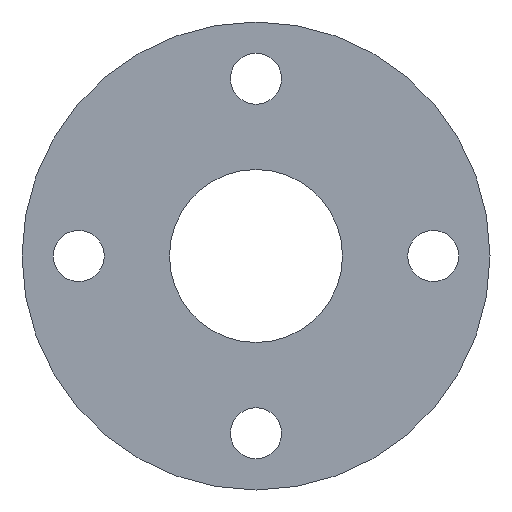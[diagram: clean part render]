
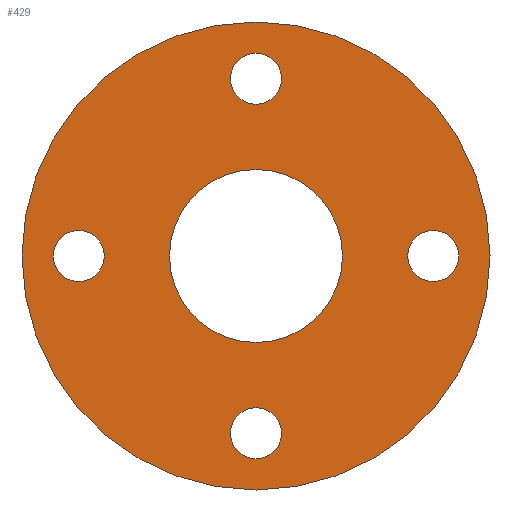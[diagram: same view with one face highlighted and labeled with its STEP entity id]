
A CAD part, front view. The second image highlights one B-rep face of the part: STEP entity #429.
In plain terms, the highlighted planar face has unit normal (0, -1, 0).
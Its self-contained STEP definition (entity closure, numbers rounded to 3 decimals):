
#5 = DIRECTION ( 'NONE',  ( 0., 1., 0. ) ) ;
#28 = CARTESIAN_POINT ( 'NONE',  ( 71.5, 0., 0. ) ) ;
#37 = AXIS2_PLACEMENT_3D ( 'NONE', #175, #545, #417 ) ;
#39 = ORIENTED_EDGE ( 'NONE', *, *, #324, .F. ) ;
#43 = CIRCLE ( 'NONE', #167, 9. ) ;
#60 = AXIS2_PLACEMENT_3D ( 'NONE', #71, #257, #163 ) ;
#62 = CARTESIAN_POINT ( 'NONE',  ( -82.5, 0., 0. ) ) ;
#66 = DIRECTION ( 'NONE',  ( 0., 0., 1. ) ) ;
#71 = CARTESIAN_POINT ( 'NONE',  ( 62.5, 0., 0. ) ) ;
#73 = AXIS2_PLACEMENT_3D ( 'NONE', #502, #92, #281 ) ;
#78 = EDGE_CURVE ( 'NONE', #452, #488, #228, .T. ) ;
#88 = DIRECTION ( 'NONE',  ( -1., 0., 0. ) ) ;
#92 = DIRECTION ( 'NONE',  ( 0., -1., 0. ) ) ;
#95 = CIRCLE ( 'NONE', #60, 9. ) ;
#103 = FACE_BOUND ( 'NONE', #394, .T. ) ;
#109 = ORIENTED_EDGE ( 'NONE', *, *, #261, .T. ) ;
#114 = EDGE_LOOP ( 'NONE', ( #39, #363 ) ) ;
#120 = CIRCLE ( 'NONE', #451, 9. ) ;
#123 = VERTEX_POINT ( 'NONE', #372 ) ;
#126 = CARTESIAN_POINT ( 'NONE',  ( 0., 0., 82.5 ) ) ;
#128 = CIRCLE ( 'NONE', #460, 9. ) ;
#129 = AXIS2_PLACEMENT_3D ( 'NONE', #206, #523, #381 ) ;
#135 = CIRCLE ( 'NONE', #469, 30.5 ) ;
#137 = AXIS2_PLACEMENT_3D ( 'NONE', #531, #392, #66 ) ;
#145 = EDGE_CURVE ( 'NONE', #291, #150, #128, .T. ) ;
#149 = CARTESIAN_POINT ( 'NONE',  ( 0., 0., -71.5 ) ) ;
#150 = VERTEX_POINT ( 'NONE', #427 ) ;
#152 = DIRECTION ( 'NONE',  ( -1., 0., 0. ) ) ;
#153 = EDGE_CURVE ( 'NONE', #488, #452, #498, .T. ) ;
#154 = FACE_BOUND ( 'NONE', #533, .T. ) ;
#163 = DIRECTION ( 'NONE',  ( 1., 0., 0. ) ) ;
#167 = AXIS2_PLACEMENT_3D ( 'NONE', #375, #454, #500 ) ;
#168 = FACE_BOUND ( 'NONE', #450, .T. ) ;
#169 = VERTEX_POINT ( 'NONE', #379 ) ;
#175 = CARTESIAN_POINT ( 'NONE',  ( 0., 0., 0. ) ) ;
#176 = ORIENTED_EDGE ( 'NONE', *, *, #153, .F. ) ;
#197 = FACE_BOUND ( 'NONE', #555, .T. ) ;
#203 = CIRCLE ( 'NONE', #73, 9. ) ;
#206 = CARTESIAN_POINT ( 'NONE',  ( 0., 0., 62.5 ) ) ;
#218 = VERTEX_POINT ( 'NONE', #471 ) ;
#228 = CIRCLE ( 'NONE', #433, 9. ) ;
#233 = ORIENTED_EDGE ( 'NONE', *, *, #514, .F. ) ;
#242 = DIRECTION ( 'NONE',  ( 0., -1., 0. ) ) ;
#243 = VERTEX_POINT ( 'NONE', #341 ) ;
#257 = DIRECTION ( 'NONE',  ( 0., -1., 0. ) ) ;
#261 = EDGE_CURVE ( 'NONE', #169, #123, #135, .T. ) ;
#263 = CARTESIAN_POINT ( 'NONE',  ( -53.5, 0., 0. ) ) ;
#267 = DIRECTION ( 'NONE',  ( 0., 0., -1. ) ) ;
#268 = ORIENTED_EDGE ( 'NONE', *, *, #78, .F. ) ;
#270 = AXIS2_PLACEMENT_3D ( 'NONE', #62, #242, #267 ) ;
#280 = CARTESIAN_POINT ( 'NONE',  ( -62.5, 0., 0. ) ) ;
#281 = DIRECTION ( 'NONE',  ( 0., 0., 1. ) ) ;
#288 = FACE_OUTER_BOUND ( 'NONE', #403, .T. ) ;
#291 = VERTEX_POINT ( 'NONE', #149 ) ;
#292 = CIRCLE ( 'NONE', #37, 82.5 ) ;
#294 = DIRECTION ( 'NONE',  ( 0., 0., 1. ) ) ;
#316 = ORIENTED_EDGE ( 'NONE', *, *, #492, .F. ) ;
#317 = EDGE_CURVE ( 'NONE', #389, #218, #95, .T. ) ;
#321 = DIRECTION ( 'NONE',  ( 0., -1., 0. ) ) ;
#324 = EDGE_CURVE ( 'NONE', #243, #477, #544, .T. ) ;
#341 = CARTESIAN_POINT ( 'NONE',  ( 0., 0., 71.5 ) ) ;
#342 = DIRECTION ( 'NONE',  ( 0., -1., 0. ) ) ;
#343 = EDGE_CURVE ( 'NONE', #123, #169, #402, .T. ) ;
#345 = CARTESIAN_POINT ( 'NONE',  ( -62.5, 0., 0. ) ) ;
#348 = CARTESIAN_POINT ( 'NONE',  ( 62.5, 0., 0. ) ) ;
#354 = ORIENTED_EDGE ( 'NONE', *, *, #586, .F. ) ;
#360 = ORIENTED_EDGE ( 'NONE', *, *, #367, .F. ) ;
#362 = CARTESIAN_POINT ( 'NONE',  ( 0., 0., -82.5 ) ) ;
#363 = ORIENTED_EDGE ( 'NONE', *, *, #536, .F. ) ;
#367 = EDGE_CURVE ( 'NONE', #218, #389, #120, .T. ) ;
#372 = CARTESIAN_POINT ( 'NONE',  ( 0., 0., 30.5 ) ) ;
#375 = CARTESIAN_POINT ( 'NONE',  ( 0., 0., -62.5 ) ) ;
#379 = CARTESIAN_POINT ( 'NONE',  ( 0., 0., -30.5 ) ) ;
#380 = DIRECTION ( 'NONE',  ( 0., -1., 0. ) ) ;
#381 = DIRECTION ( 'NONE',  ( 0., 0., 1. ) ) ;
#389 = VERTEX_POINT ( 'NONE', #28 ) ;
#392 = DIRECTION ( 'NONE',  ( 0., 1., 0. ) ) ;
#394 = EDGE_LOOP ( 'NONE', ( #487, #354 ) ) ;
#402 = CIRCLE ( 'NONE', #137, 30.5 ) ;
#403 = EDGE_LOOP ( 'NONE', ( #316, #233 ) ) ;
#405 = CARTESIAN_POINT ( 'NONE',  ( -71.5, 0., 0. ) ) ;
#417 = DIRECTION ( 'NONE',  ( 0., 0., 1. ) ) ;
#427 = CARTESIAN_POINT ( 'NONE',  ( 0., 0., -53.5 ) ) ;
#429 = ADVANCED_FACE ( 'NONE', ( #168, #515, #197, #103, #154, #288 ), #472, .T. ) ;
#432 = DIRECTION ( 'NONE',  ( 0., -1., 0. ) ) ;
#433 = AXIS2_PLACEMENT_3D ( 'NONE', #280, #321, #88 ) ;
#436 = ORIENTED_EDGE ( 'NONE', *, *, #317, .F. ) ;
#446 = CARTESIAN_POINT ( 'NONE',  ( 0., 0., 53.5 ) ) ;
#447 = VERTEX_POINT ( 'NONE', #362 ) ;
#450 = EDGE_LOOP ( 'NONE', ( #176, #268 ) ) ;
#451 = AXIS2_PLACEMENT_3D ( 'NONE', #348, #342, #476 ) ;
#452 = VERTEX_POINT ( 'NONE', #263 ) ;
#454 = DIRECTION ( 'NONE',  ( 0., -1., 0. ) ) ;
#460 = AXIS2_PLACEMENT_3D ( 'NONE', #519, #380, #479 ) ;
#462 = VERTEX_POINT ( 'NONE', #126 ) ;
#469 = AXIS2_PLACEMENT_3D ( 'NONE', #526, #570, #294 ) ;
#471 = CARTESIAN_POINT ( 'NONE',  ( 53.5, 0., 0. ) ) ;
#472 = PLANE ( 'NONE',  #270 ) ;
#476 = DIRECTION ( 'NONE',  ( 1., 0., 0. ) ) ;
#477 = VERTEX_POINT ( 'NONE', #446 ) ;
#479 = DIRECTION ( 'NONE',  ( 0., 0., -1. ) ) ;
#487 = ORIENTED_EDGE ( 'NONE', *, *, #145, .F. ) ;
#488 = VERTEX_POINT ( 'NONE', #405 ) ;
#489 = AXIS2_PLACEMENT_3D ( 'NONE', #345, #432, #152 ) ;
#490 = ORIENTED_EDGE ( 'NONE', *, *, #343, .T. ) ;
#491 = CIRCLE ( 'NONE', #565, 82.5 ) ;
#492 = EDGE_CURVE ( 'NONE', #462, #447, #292, .T. ) ;
#498 = CIRCLE ( 'NONE', #489, 9. ) ;
#500 = DIRECTION ( 'NONE',  ( 0., 0., -1. ) ) ;
#502 = CARTESIAN_POINT ( 'NONE',  ( 0., 0., 62.5 ) ) ;
#514 = EDGE_CURVE ( 'NONE', #447, #462, #491, .T. ) ;
#515 = FACE_BOUND ( 'NONE', #114, .T. ) ;
#519 = CARTESIAN_POINT ( 'NONE',  ( 0., 0., -62.5 ) ) ;
#523 = DIRECTION ( 'NONE',  ( 0., -1., 0. ) ) ;
#526 = CARTESIAN_POINT ( 'NONE',  ( 0., 0., 0. ) ) ;
#531 = CARTESIAN_POINT ( 'NONE',  ( 0., 0., 0. ) ) ;
#533 = EDGE_LOOP ( 'NONE', ( #490, #109 ) ) ;
#536 = EDGE_CURVE ( 'NONE', #477, #243, #203, .T. ) ;
#544 = CIRCLE ( 'NONE', #129, 9. ) ;
#545 = DIRECTION ( 'NONE',  ( 0., 1., 0. ) ) ;
#549 = CARTESIAN_POINT ( 'NONE',  ( 0., 0., 0. ) ) ;
#555 = EDGE_LOOP ( 'NONE', ( #436, #360 ) ) ;
#565 = AXIS2_PLACEMENT_3D ( 'NONE', #549, #5, #594 ) ;
#570 = DIRECTION ( 'NONE',  ( 0., 1., 0. ) ) ;
#586 = EDGE_CURVE ( 'NONE', #150, #291, #43, .T. ) ;
#594 = DIRECTION ( 'NONE',  ( 0., 0., 1. ) ) ;
